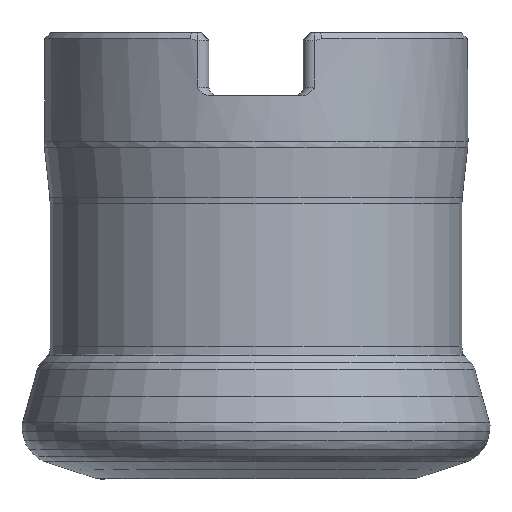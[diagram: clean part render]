
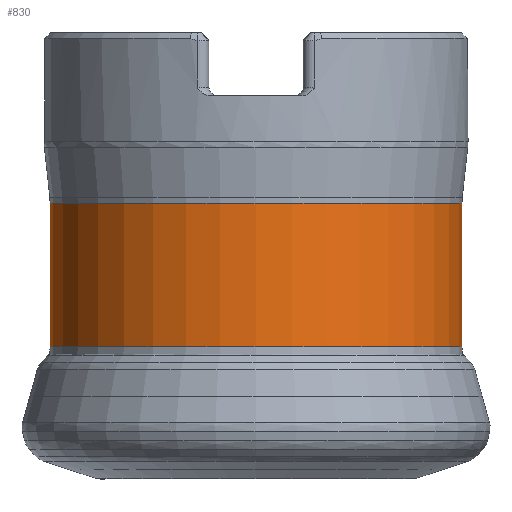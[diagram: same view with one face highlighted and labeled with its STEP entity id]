
A CAD part, front view. The second image highlights one B-rep face of the part: STEP entity #830.
In plain terms, the highlighted cylindrical face has radius 18.453 mm (diameter 36.905 mm), a full revolution.
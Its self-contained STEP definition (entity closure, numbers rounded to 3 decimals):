
#198=CYLINDRICAL_SURFACE('',#2091,18.453);
#830=ADVANCED_FACE('',(#1066,#1067),#198,.T.);
#1066=FACE_BOUND('',#1174,.T.);
#1067=FACE_BOUND('',#1175,.T.);
#1174=EDGE_LOOP('',(#1363));
#1175=EDGE_LOOP('',(#1364));
#1363=ORIENTED_EDGE('',*,*,#1824,.T.);
#1364=ORIENTED_EDGE('',*,*,#1825,.T.);
#1689=VERTEX_POINT('',#3129);
#1690=VERTEX_POINT('',#3131);
#1824=EDGE_CURVE('',#1689,#1689,#1981,.T.);
#1825=EDGE_CURVE('',#1690,#1690,#1982,.T.);
#1981=CIRCLE('',#2089,18.453);
#1982=CIRCLE('',#2090,18.453);
#2089=AXIS2_PLACEMENT_3D('',#3128,#2367,#2368);
#2090=AXIS2_PLACEMENT_3D('',#3130,#2369,#2370);
#2091=AXIS2_PLACEMENT_3D('',#3132,#2371,#2372);
#2367=DIRECTION('',(0.,0.,1.));
#2368=DIRECTION('',(-1.,0.,0.));
#2369=DIRECTION('',(0.,0.,-1.));
#2370=DIRECTION('',(-1.,0.,0.));
#2371=DIRECTION('',(0.,0.,-1.));
#2372=DIRECTION('',(-1.,0.,0.));
#3128=CARTESIAN_POINT('',(0.,0.,-28.132));
#3129=CARTESIAN_POINT('',(-18.453,0.,-28.132));
#3130=CARTESIAN_POINT('',(0.,0.,-15.273));
#3131=CARTESIAN_POINT('',(-18.453,0.,-15.273));
#3132=CARTESIAN_POINT('',(0.,0.,0.));
